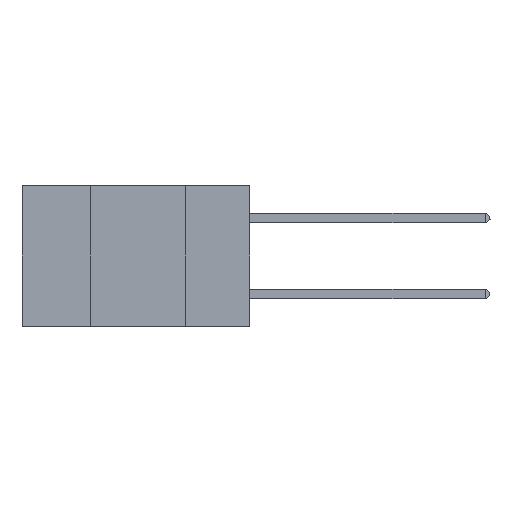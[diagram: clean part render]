
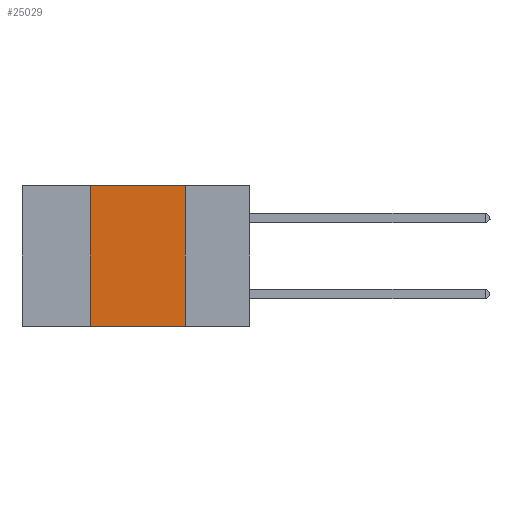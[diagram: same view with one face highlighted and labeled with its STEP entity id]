
A CAD part, left-side view. The second image highlights one B-rep face of the part: STEP entity #25029.
In plain terms, the highlighted planar face has unit normal (-1, 0, 0).
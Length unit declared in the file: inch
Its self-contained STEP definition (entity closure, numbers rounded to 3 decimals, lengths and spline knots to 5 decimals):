
#420 = DIRECTION ( 'NONE',  ( 0., 0., -1. ) ) ;
#686 = CARTESIAN_POINT ( 'NONE',  ( 0., 0.17, 0. ) ) ;
#1393 = LINE ( 'NONE', #14998, #23380 ) ;
#1987 = LINE ( 'NONE', #20502, #13621 ) ;
#4616 = CARTESIAN_POINT ( 'NONE',  ( 0., 0.6, 0. ) ) ;
#5934 = DIRECTION ( 'NONE',  ( 0., -1., 0. ) ) ;
#6243 = CARTESIAN_POINT ( 'NONE',  ( 0., 0.17, -0.37 ) ) ;
#7054 = CARTESIAN_POINT ( 'NONE',  ( 0., 0.42, 0. ) ) ;
#7979 = ORIENTED_EDGE ( 'NONE', *, *, #16026, .F. ) ;
#8571 = DIRECTION ( 'NONE',  ( 0., 0., -1. ) ) ;
#9152 = DIRECTION ( 'NONE',  ( 0., -1., 0. ) ) ;
#9980 = ORIENTED_EDGE ( 'NONE', *, *, #12805, .T. ) ;
#10595 = LINE ( 'NONE', #686, #14992 ) ;
#11328 = EDGE_LOOP ( 'NONE', ( #22211, #7979, #24914, #9980 ) ) ;
#12092 = VERTEX_POINT ( 'NONE', #23758 ) ;
#12805 = EDGE_CURVE ( 'NONE', #15392, #20513, #1987, .T. ) ;
#13621 = VECTOR ( 'NONE', #5934, 39.37008 ) ;
#13820 = CARTESIAN_POINT ( 'NONE',  ( 0., 0.42, 0. ) ) ;
#14288 = PLANE ( 'NONE',  #16438 ) ;
#14992 = VECTOR ( 'NONE', #420, 39.37008 ) ;
#14998 = CARTESIAN_POINT ( 'NONE',  ( 0., 0.6, 0. ) ) ;
#15392 = VERTEX_POINT ( 'NONE', #16213 ) ;
#16026 = EDGE_CURVE ( 'NONE', #21880, #12092, #1393, .T. ) ;
#16213 = CARTESIAN_POINT ( 'NONE',  ( 0., 0.42, -0.37 ) ) ;
#16438 = AXIS2_PLACEMENT_3D ( 'NONE', #4616, #23919, #8571 ) ;
#17074 = DIRECTION ( 'NONE',  ( 0., 0., 1. ) ) ;
#18648 = EDGE_CURVE ( 'NONE', #12092, #20513, #10595, .T. ) ;
#20502 = CARTESIAN_POINT ( 'NONE',  ( 0., 0.6, -0.37 ) ) ;
#20513 = VERTEX_POINT ( 'NONE', #6243 ) ;
#21880 = VERTEX_POINT ( 'NONE', #13820 ) ;
#21998 = FACE_OUTER_BOUND ( 'NONE', #11328, .T. ) ;
#22211 = ORIENTED_EDGE ( 'NONE', *, *, #18648, .F. ) ;
#23380 = VECTOR ( 'NONE', #9152, 39.37008 ) ;
#23414 = EDGE_CURVE ( 'NONE', #15392, #21880, #24430, .T. ) ;
#23674 = VECTOR ( 'NONE', #17074, 39.37008 ) ;
#23758 = CARTESIAN_POINT ( 'NONE',  ( 0., 0.17, 0. ) ) ;
#23919 = DIRECTION ( 'NONE',  ( 1., 0., 0. ) ) ;
#24430 = LINE ( 'NONE', #7054, #23674 ) ;
#24914 = ORIENTED_EDGE ( 'NONE', *, *, #23414, .F. ) ;
#25029 = ADVANCED_FACE ( 'NONE', ( #21998 ), #14288, .F. ) ;
